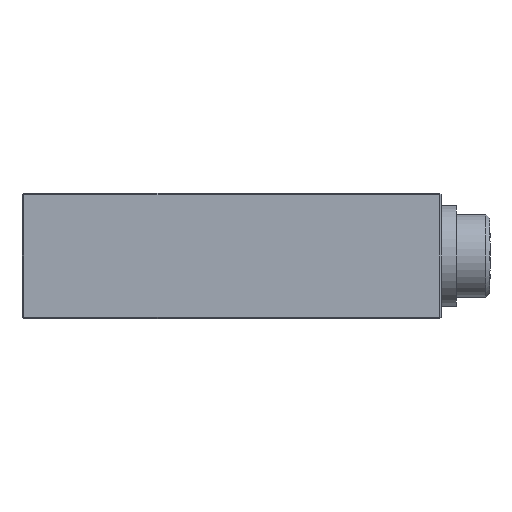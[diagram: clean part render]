
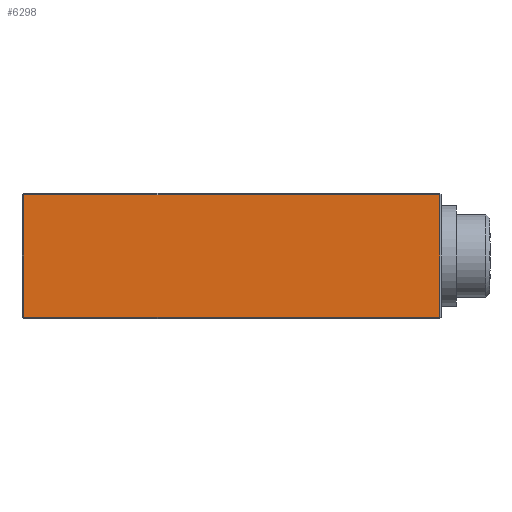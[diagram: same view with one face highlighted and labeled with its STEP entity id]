
A CAD part, front view. The second image highlights one B-rep face of the part: STEP entity #6298.
In plain terms, the highlighted planar face has unit normal (0, -1, 0).
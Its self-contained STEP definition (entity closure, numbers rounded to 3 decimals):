
#214=PLANE('',#6742);
#534=FACE_OUTER_BOUND('',#905,.T.);
#905=EDGE_LOOP('',(#5428,#5429,#5430,#5431));
#1807=LINE('',#21897,#2210);
#1810=LINE('',#21901,#2213);
#1816=LINE('',#21913,#2219);
#1819=LINE('',#21918,#2222);
#2210=VECTOR('',#7774,10.);
#2213=VECTOR('',#7779,10.);
#2219=VECTOR('',#7797,10.);
#2222=VECTOR('',#7804,10.);
#2750=VERTEX_POINT('',#21769);
#2759=VERTEX_POINT('',#21795);
#2764=VERTEX_POINT('',#21805);
#2772=VERTEX_POINT('',#21826);
#3662=EDGE_CURVE('',#2759,#2772,#1807,.T.);
#3665=EDGE_CURVE('',#2772,#2764,#1810,.T.);
#3673=EDGE_CURVE('',#2764,#2750,#1816,.T.);
#3676=EDGE_CURVE('',#2750,#2759,#1819,.T.);
#5428=ORIENTED_EDGE('',*,*,#3662,.F.);
#5429=ORIENTED_EDGE('',*,*,#3676,.F.);
#5430=ORIENTED_EDGE('',*,*,#3673,.F.);
#5431=ORIENTED_EDGE('',*,*,#3665,.F.);
#6298=ADVANCED_FACE('',(#534),#214,.T.);
#6742=AXIS2_PLACEMENT_3D('',#21942,#7840,#7841);
#7774=DIRECTION('',(-1.,0.,0.));
#7779=DIRECTION('',(0.,0.,1.));
#7797=DIRECTION('',(1.,0.,0.));
#7804=DIRECTION('',(0.,0.,-1.));
#7840=DIRECTION('center_axis',(0.,-1.,0.));
#7841=DIRECTION('ref_axis',(1.,0.,0.));
#21769=CARTESIAN_POINT('',(49.8,0.,14.8));
#21795=CARTESIAN_POINT('',(49.8,0.,0.2));
#21805=CARTESIAN_POINT('',(0.2,0.,14.8));
#21826=CARTESIAN_POINT('',(0.2,0.,0.2));
#21897=CARTESIAN_POINT('',(12.5,0.,0.2));
#21901=CARTESIAN_POINT('',(0.2,0.,0.));
#21913=CARTESIAN_POINT('',(12.5,0.,14.8));
#21918=CARTESIAN_POINT('',(49.8,0.,0.));
#21942=CARTESIAN_POINT('Origin',(0.,0.,0.));
